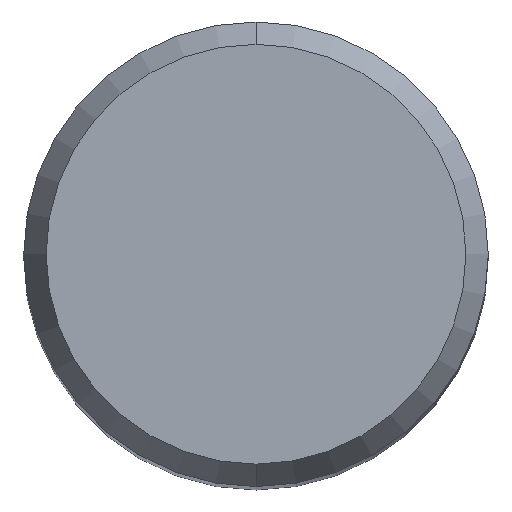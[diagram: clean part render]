
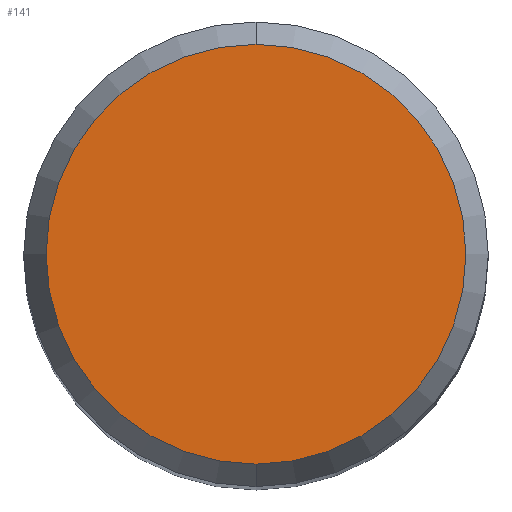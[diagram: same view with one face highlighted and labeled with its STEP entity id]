
A CAD part, top view. The second image highlights one B-rep face of the part: STEP entity #141.
In plain terms, the highlighted planar face has unit normal (0, 0, 1).
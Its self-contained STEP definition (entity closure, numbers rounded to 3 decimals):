
#97=VERTEX_POINT('',#224);
#109=EDGE_CURVE('',#145,#97,#236,.T.);
#129=EDGE_CURVE('',#97,#145,#260,.T.);
#141=ADVANCED_FACE('',(#274),#275,.T.);
#145=VERTEX_POINT('',#280);
#224=CARTESIAN_POINT('',(0.,-4.304,0.01));
#236=CIRCLE('',#381,4.304);
#260=CIRCLE('',#410,4.304);
#274=FACE_OUTER_BOUND('',#427,.T.);
#275=PLANE('',#428);
#280=CARTESIAN_POINT('',(0.0,4.304,0.01));
#381=AXIS2_PLACEMENT_3D('',#518,#519,#520);
#410=AXIS2_PLACEMENT_3D('',#558,#559,#560);
#427=EDGE_LOOP('',(#582,#583));
#428=AXIS2_PLACEMENT_3D('',#584,#585,#586);
#518=CARTESIAN_POINT('',(0.0,0.0,0.01));
#519=DIRECTION('',(0.0,0.0,-1.0));
#520=DIRECTION('',(0.0,1.0,0.0));
#558=CARTESIAN_POINT('',(0.0,0.0,0.01));
#559=DIRECTION('',(0.0,0.0,-1.0));
#560=DIRECTION('',(0.0,1.0,0.0));
#582=ORIENTED_EDGE('',*,*,#109,.F.);
#583=ORIENTED_EDGE('',*,*,#129,.F.);
#584=CARTESIAN_POINT('',(0.0,2.152,0.01));
#585=DIRECTION('',(-0.0,0.0,1.0));
#586=DIRECTION('',(0.0,-1.0,0.0));
